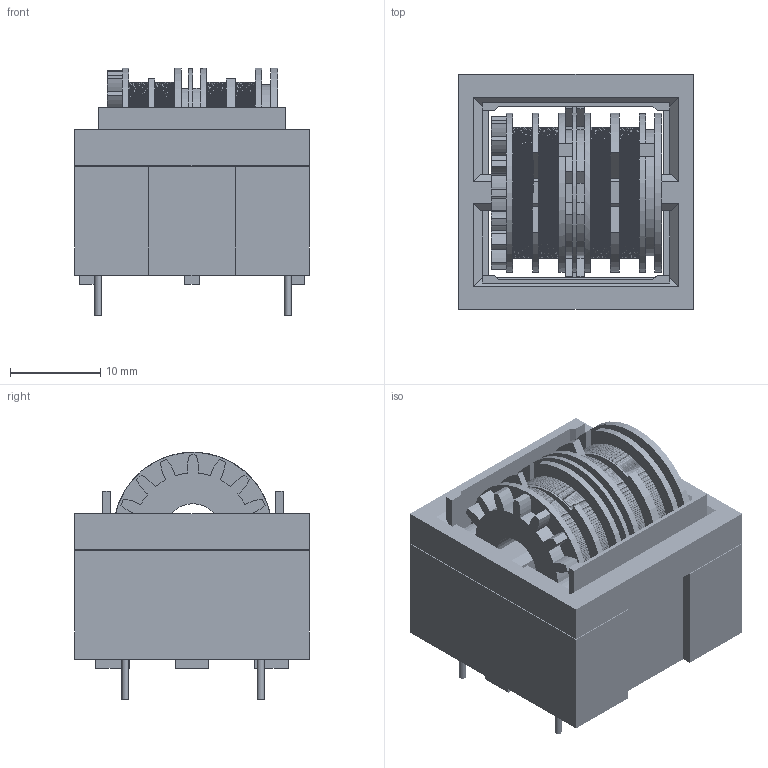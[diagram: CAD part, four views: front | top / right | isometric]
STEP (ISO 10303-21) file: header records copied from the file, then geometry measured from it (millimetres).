
FILE_DESCRIPTION(/* description */ ('Unknown'),/* implementation_level */ '2;1');
FILE_NAME(/* name */ 'HM28-24 Figure 3',/* time_stamp */ '2021-11-18T10:40:58+08:00',/* author */ ('Unknown'),/* organization */ ('Unknown'),/* preprocessor_version */ 'ST-DEVELOPER v16.7',/* originating_system */ 'Solid Edge',/* authorisation */ 'Unknown');
FILE_SCHEMA (('AUTOMOTIVE_DESIGN {1 0 10303 214 3 1 1}'));
Length unit declared in the file: millimetre
Products named in the file (1): HM28-24 Figure 3
Bounding box: 26 x 26 x 27.41 mm (x, y, z)
Volume: 8212 mm3; surface area: 9146.3 mm2
Topology: 1 solids, 1 shells, 302 faces, 857 edges, 557 vertices
Faces by surface type: plane 199, cylinder 87, bspline 16
Full cylindrical faces by diameter (mm): 0.76 x4, 6.2 x1, 14 x4, 17.6 x3
Entity records: 33376 total; most frequent: CARTESIAN_POINT 23426, ORIENTED_EDGE 1670, DIRECTION 1581, EDGE_CURVE 835, LINE 581, VECTOR 581, VERTEX_POINT 547, AXIS2_PLACEMENT_3D 500
